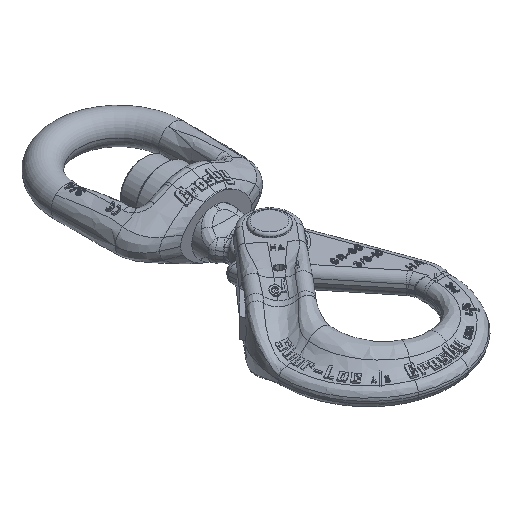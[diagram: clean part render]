
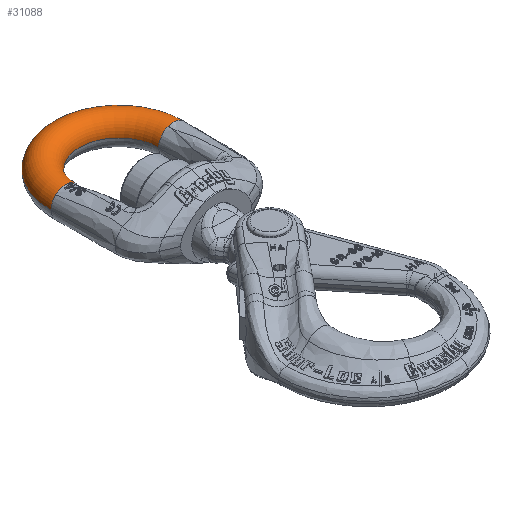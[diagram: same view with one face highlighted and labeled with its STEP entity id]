
A CAD part, isometric view. The second image highlights one B-rep face of the part: STEP entity #31088.
In plain terms, the highlighted toroidal (fillet/blend) face has major radius 34.925 mm and minor radius 9.525 mm.
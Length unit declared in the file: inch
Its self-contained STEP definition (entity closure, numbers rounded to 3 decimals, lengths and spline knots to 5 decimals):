
#6737=CARTESIAN_POINT('',(1.23973,-1.01524,
0.34979));
#6738=CARTESIAN_POINT('',(1.21334,-1.01458,
0.33959));
#6739=CARTESIAN_POINT('',(1.16275,-1.01357,
0.31315));
#6740=CARTESIAN_POINT('',(1.0973,-1.01355,
0.25696));
#6741=CARTESIAN_POINT('',(1.04635,-1.01285,
0.18742));
#6742=CARTESIAN_POINT('',(1.01254,-1.01235,
0.10841));
#6743=CARTESIAN_POINT('',(1.00245,-1.01227,
0.05197));
#6744=CARTESIAN_POINT('',(1.00067,-1.01229,
0.02355));
#6746=CARTESIAN_POINT('',(1.3749,-1.01689,0.));
#6747=DIRECTION('',(-0.012,-1.,0.));
#6748=DIRECTION('',(-0.998,0.012,0.063));
#6749=AXIS2_PLACEMENT_3D('',#6746,#6747,#6748);
#6751=CARTESIAN_POINT('',(0.,-1.,0.));
#6752=DIRECTION('',(0.,0.,1.));
#6753=DIRECTION('',(1.,-0.012,0.));
#6754=AXIS2_PLACEMENT_3D('',#6751,#6752,#6753);
#6756=CARTESIAN_POINT('',(0.,-1.,0.));
#6757=DIRECTION('',(0.,0.,1.));
#6758=DIRECTION('',(-1.,0.012,0.));
#6759=AXIS2_PLACEMENT_3D('',#6756,#6757,#6758);
#6761=CARTESIAN_POINT('',(-1.3749,-1.0169,0.));
#6762=DIRECTION('',(0.012,-1.,0.));
#6763=DIRECTION('',(1.,0.012,0.));
#6764=AXIS2_PLACEMENT_3D('',#6761,#6762,#6763);
#6766=CARTESIAN_POINT('',(-1.3749,-1.0169,0.));
#6767=DIRECTION('',(0.012,-1.,0.));
#6768=DIRECTION('',(0.998,0.012,0.063));
#6769=AXIS2_PLACEMENT_3D('',#6766,#6767,#6768);
#6771=CARTESIAN_POINT('',(-1.3749,-1.0169,0.));
#6772=DIRECTION('',(0.012,-1.,0.));
#6773=DIRECTION('',(-0.671,-0.008,0.741));
#6774=AXIS2_PLACEMENT_3D('',#6771,#6772,#6773);
#6776=CARTESIAN_POINT('',(0.,-1.,0.));
#6777=DIRECTION('',(0.,0.,-1.));
#6778=DIRECTION('',(-1.,-0.012,0.));
#6779=AXIS2_PLACEMENT_3D('',#6776,#6777,#6778);
#6781=CARTESIAN_POINT('',(0.,-1.,0.));
#6782=DIRECTION('',(0.,0.,-1.));
#6783=DIRECTION('',(-1.,0.012,0.));
#6784=AXIS2_PLACEMENT_3D('',#6781,#6782,#6783);
#6786=CARTESIAN_POINT('',(1.3749,-1.0169,0.));
#6787=DIRECTION('',(-0.012,-1.,0.));
#6788=DIRECTION('',(1.,-0.012,0.));
#6789=AXIS2_PLACEMENT_3D('',#6786,#6787,#6788);
#6791=CARTESIAN_POINT('',(1.62655,-1.01999,
0.278));
#6792=CARTESIAN_POINT('',(1.60264,-1.01975,
0.29965));
#6793=CARTESIAN_POINT('',(1.54917,-1.01917,
0.33679));
#6794=CARTESIAN_POINT('',(1.45702,-1.01794,
0.37021));
#6795=CARTESIAN_POINT('',(1.35971,-1.0168,
0.37889));
#6796=CARTESIAN_POINT('',(1.29553,-1.01596,
0.36792));
#6797=CARTESIAN_POINT('',(1.26469,-1.01555,
0.35844));
#6799=CARTESIAN_POINT('',(1.26469,-1.01555,
0.35844));
#6800=CARTESIAN_POINT('',(1.25628,-1.01544,
0.35585));
#6801=CARTESIAN_POINT('',(1.24795,-1.01534,
0.35297));
#6802=CARTESIAN_POINT('',(1.23973,-1.01524,
0.34979));
#6948=CARTESIAN_POINT('',(-1.3749,-1.0169,0.));
#6949=DIRECTION('',(-0.012,1.,0.));
#6950=DIRECTION('',(-0.671,-0.008,0.741));
#6951=AXIS2_PLACEMENT_3D('',#6948,#6949,#6950);
#18253=CARTESIAN_POINT('',(-1.00066,-1.0123,
0.02355));
#18254=CARTESIAN_POINT('',(-1.23974,-1.01524,
0.34979));
#18255=VERTEX_POINT('',#18253);
#18256=VERTEX_POINT('',#18254);
#18257=CARTESIAN_POINT('',(-0.99992,-1.01229,0.));
#18258=VERTEX_POINT('',#18257);
#18521=CARTESIAN_POINT('',(-1.62655,-1.01999,
0.278));
#18522=CARTESIAN_POINT('',(-1.74987,-1.02151,0.));
#18523=VERTEX_POINT('',#18521);
#18524=VERTEX_POINT('',#18522);
#18553=CARTESIAN_POINT('',(1.74987,-1.02151,0.));
#18554=CARTESIAN_POINT('',(1.62655,-1.01999,
0.278));
#18555=VERTEX_POINT('',#18553);
#18556=VERTEX_POINT('',#18554);
#18559=VERTEX_POINT('',#6799);
#18560=VERTEX_POINT('',#6802);
#18597=CARTESIAN_POINT('',(-1.74987,-0.97849,0.));
#18598=VERTEX_POINT('',#18597);
#18599=CARTESIAN_POINT('',(-0.99992,-0.98771,0.));
#18600=VERTEX_POINT('',#18599);
#18601=CARTESIAN_POINT('',(0.99992,-1.01229,0.));
#18602=VERTEX_POINT('',#18601);
#18624=CARTESIAN_POINT('',(1.00066,-1.0123,
0.02355));
#18625=VERTEX_POINT('',#18624);
#31065=CARTESIAN_POINT('',(0.,-1.,0.));
#31066=DIRECTION('',(0.,0.,1.));
#31067=DIRECTION('',(-1.,0.012,0.));
#31068=AXIS2_PLACEMENT_3D('',#31065,#31066,#31067);
#31069=TOROIDAL_SURFACE('',#31068,1.375,0.375);
#31070=ORIENTED_EDGE('',*,*,#31046,.T.);
#31071=ORIENTED_EDGE('',*,*,#31044,.T.);
#31072=ORIENTED_EDGE('',*,*,#30865,.T.);
#31073=ORIENTED_EDGE('',*,*,#30863,.T.);
#31075=ORIENTED_EDGE('',*,*,#31074,.T.);
#31077=ORIENTED_EDGE('',*,*,#31076,.T.);
#31079=ORIENTED_EDGE('',*,*,#31078,.F.);
#31080=ORIENTED_EDGE('',*,*,#29569,.T.);
#31081=ORIENTED_EDGE('',*,*,#30856,.T.);
#31082=ORIENTED_EDGE('',*,*,#30854,.T.);
#31083=ORIENTED_EDGE('',*,*,#27824,.T.);
#31084=ORIENTED_EDGE('',*,*,#27868,.T.);
#31085=ORIENTED_EDGE('',*,*,#27866,.T.);
#31086=EDGE_LOOP('',(#31070,#31071,#31072,#31073,#31075,#31077,#31079,#31080,
#31081,#31082,#31083,#31084,#31085));
#31087=FACE_OUTER_BOUND('',#31086,.F.);
#31088=ADVANCED_FACE('',(#31087),#31069,.T.);
#6745=B_SPLINE_CURVE_WITH_KNOTS('',3,(#6737,#6738,#6739,#6740,#6741,#6742,#6743,
#6744),.UNSPECIFIED.,.F.,.F.,(4,1,1,1,1,4),(0.,0.2,0.4,0.6,0.8,1.),
.UNSPECIFIED.);
#6750=CIRCLE('',#6749,0.375);
#6755=CIRCLE('',#6754,1.);
#6760=CIRCLE('',#6759,1.);
#6765=CIRCLE('',#6764,0.375);
#6770=CIRCLE('',#6769,0.375);
#6775=CIRCLE('',#6774,0.375);
#6780=CIRCLE('',#6779,1.75);
#6785=CIRCLE('',#6784,1.75);
#6790=CIRCLE('',#6789,0.375);
#6798=B_SPLINE_CURVE_WITH_KNOTS('',3,(#6791,#6792,#6793,#6794,#6795,#6796,
#6797),.UNSPECIFIED.,.F.,.F.,(4,1,1,1,4),(0.,0.25,0.5,0.75,1.),
.UNSPECIFIED.);
#6803=B_SPLINE_CURVE_WITH_KNOTS('',3,(#6799,#6800,#6801,#6802),.UNSPECIFIED.,
.F.,.F.,(4,4),(0.,1.),.UNSPECIFIED.);
#6952=CIRCLE('',#6951,0.375);
#27824=EDGE_CURVE('',#18555,#18556,#6790,.T.);
#27866=EDGE_CURVE('',#18559,#18560,#6803,.T.);
#27868=EDGE_CURVE('',#18556,#18559,#6798,.T.);
#29569=EDGE_CURVE('',#18523,#18524,#6775,.T.);
#30854=EDGE_CURVE('',#18598,#18555,#6785,.T.);
#30856=EDGE_CURVE('',#18524,#18598,#6780,.T.);
#30863=EDGE_CURVE('',#18600,#18258,#6760,.T.);
#30865=EDGE_CURVE('',#18602,#18600,#6755,.T.);
#31044=EDGE_CURVE('',#18625,#18602,#6750,.T.);
#31046=EDGE_CURVE('',#18560,#18625,#6745,.T.);
#31074=EDGE_CURVE('',#18258,#18255,#6765,.T.);
#31076=EDGE_CURVE('',#18255,#18256,#6770,.T.);
#31078=EDGE_CURVE('',#18523,#18256,#6952,.T.);
